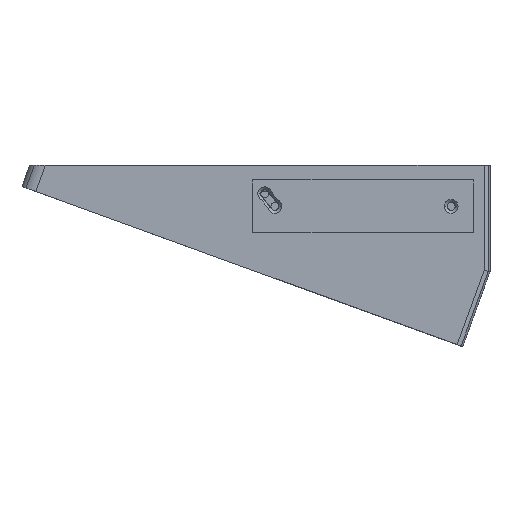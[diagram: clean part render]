
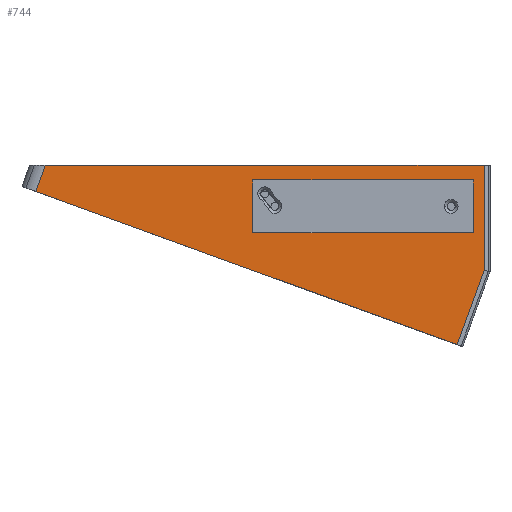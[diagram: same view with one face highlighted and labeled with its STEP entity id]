
A CAD part, left-side view. The second image highlights one B-rep face of the part: STEP entity #744.
In plain terms, the highlighted planar face has unit normal (-1, 0, 0).
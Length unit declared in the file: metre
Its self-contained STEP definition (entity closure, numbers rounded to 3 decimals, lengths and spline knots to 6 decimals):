
#744=ADVANCED_FACE('0:12887',(#2424,#2425),#2426,.F.);
#2424=FACE_OUTER_BOUND('',#15945,.T.);
#2425=FACE_BOUND('',#15946,.T.);
#2426=PLANE('',#15947);
#15945=EDGE_LOOP('',(#26488,#26489,#26490,#26491,#26492));
#15946=EDGE_LOOP('',(#26493,#26494,#26495,#26496));
#15947=AXIS2_PLACEMENT_3D('',#26497,#26498,#26499);
#26488=ORIENTED_EDGE('',*,*,#29281,.F.);
#26489=ORIENTED_EDGE('',*,*,#30870,.T.);
#26490=ORIENTED_EDGE('',*,*,#30871,.F.);
#26491=ORIENTED_EDGE('',*,*,#30837,.T.);
#26492=ORIENTED_EDGE('',*,*,#30840,.F.);
#26493=ORIENTED_EDGE('',*,*,#30719,.T.);
#26494=ORIENTED_EDGE('',*,*,#30717,.T.);
#26495=ORIENTED_EDGE('',*,*,#30715,.T.);
#26496=ORIENTED_EDGE('',*,*,#30712,.T.);
#26497=CARTESIAN_POINT('',(-0.076579,-0.010537,-0.010248));
#26498=DIRECTION('',(1.0,0.,0.));
#26499=DIRECTION('',(0.,0.707,-0.707));
#29281=EDGE_CURVE('0:16388',#32136,#32138,#32139,.T.);
#30712=EDGE_CURVE('0:15767',#34507,#34508,#34509,.T.);
#30715=EDGE_CURVE('0:15776',#34512,#34507,#34513,.F.);
#30717=EDGE_CURVE('0:15782',#34515,#34512,#34516,.T.);
#30719=EDGE_CURVE('0:15788',#34508,#34515,#34518,.F.);
#30837=EDGE_CURVE('0:16256',#34661,#34659,#34662,.T.);
#30840=EDGE_CURVE('0:16268',#32138,#34659,#34665,.T.);
#30870=EDGE_CURVE('0:16391',#32136,#34704,#34705,.T.);
#30871=EDGE_CURVE('0:16394',#34661,#34704,#34706,.T.);
#32136=VERTEX_POINT('',#36918);
#32138=VERTEX_POINT('',#36920);
#32139=LINE('',#36921,#36922);
#34507=VERTEX_POINT('',#40996);
#34508=VERTEX_POINT('',#40997);
#34509=LINE('',#40998,#40999);
#34512=VERTEX_POINT('',#41004);
#34513=LINE('',#41005,#41006);
#34515=VERTEX_POINT('',#41009);
#34516=LINE('',#41010,#41011);
#34518=LINE('',#41014,#41015);
#34659=VERTEX_POINT('',#41186);
#34661=VERTEX_POINT('',#41188);
#34662=LINE('',#41189,#41190);
#34665=LINE('',#41194,#41195);
#34704=VERTEX_POINT('',#41252);
#34705=LINE('',#41253,#41254);
#34706=LINE('',#41255,#41256);
#36918=CARTESIAN_POINT('',(-0.076579,-0.089939,-0.003));
#36920=CARTESIAN_POINT('',(-0.076579,-0.089939,-0.038869));
#36921=CARTESIAN_POINT('',(-0.076579,-0.089939,-0.021414));
#36922=VECTOR('',#43544,1.0);
#40996=CARTESIAN_POINT('',(-0.076579,-0.011209,-0.026));
#40997=CARTESIAN_POINT('',(-0.076579,-0.011209,-0.008));
#40998=CARTESIAN_POINT('',(-0.076579,-0.011209,-0.0095));
#40999=VECTOR('',#46404,1.0);
#41004=CARTESIAN_POINT('',(-0.076579,-0.086209,-0.026));
#41005=CARTESIAN_POINT('',(-0.076579,-0.023905,-0.026));
#41006=VECTOR('',#46407,1.0);
#41009=CARTESIAN_POINT('',(-0.076579,-0.086209,-0.008));
#41010=CARTESIAN_POINT('',(-0.076579,-0.086209,-0.0095));
#41011=VECTOR('',#46409,1.0);
#41014=CARTESIAN_POINT('',(-0.076579,-0.023905,-0.008));
#41015=VECTOR('',#46411,1.0);
#41186=CARTESIAN_POINT('',(-0.076579,-0.080755,-0.064103));
#41188=CARTESIAN_POINT('',(-0.076579,0.062736,-0.011877));
#41189=CARTESIAN_POINT('',(-0.076579,0.002779,-0.033699));
#41190=VECTOR('',#46703,1.0);
#41194=CARTESIAN_POINT('',(-0.076579,-0.089422,-0.040289));
#41195=VECTOR('',#46708,1.0);
#41252=CARTESIAN_POINT('',(-0.076579,0.059505,-0.003));
#41253=CARTESIAN_POINT('',(-0.076579,-0.012297,-0.003));
#41254=VECTOR('',#46760,1.0);
#41255=CARTESIAN_POINT('',(-0.076579,0.061252,-0.007799));
#41256=VECTOR('',#46761,1.0);
#43544=DIRECTION('',(0.,0.,-1.0));
#46404=DIRECTION('',(0.,0.,1.0));
#46407=DIRECTION('',(0.,-1.0,-0.0));
#46409=DIRECTION('',(0.0,0.0,-1.0));
#46411=DIRECTION('',(0.,1.0,0.0));
#46703=DIRECTION('',(0.,-0.94,-0.342));
#46708=DIRECTION('',(0.,0.342,-0.94));
#46760=DIRECTION('',(0.,1.0,0.0));
#46761=DIRECTION('',(0.,-0.342,0.94));
